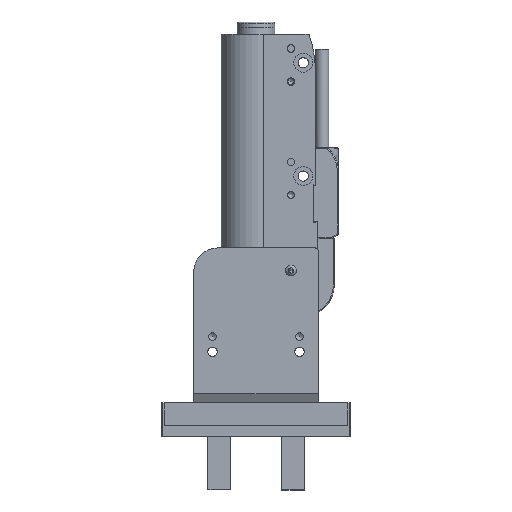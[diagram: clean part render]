
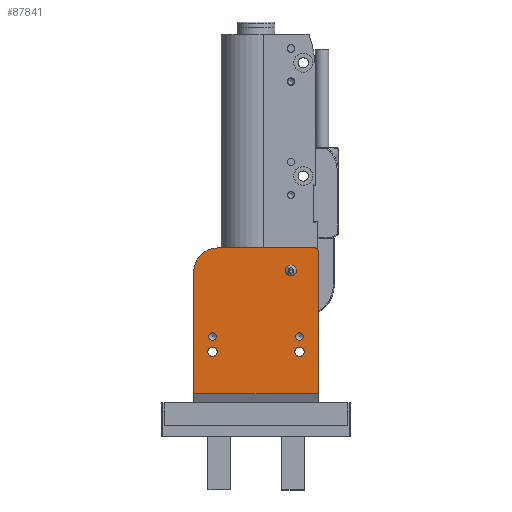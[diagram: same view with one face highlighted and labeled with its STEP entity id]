
A CAD part, top view. The second image highlights one B-rep face of the part: STEP entity #87841.
In plain terms, the highlighted planar face has unit normal (0, 0, 1).
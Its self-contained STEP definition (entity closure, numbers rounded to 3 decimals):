
#453 = DIRECTION ( 'NONE',  ( 0., 0., 1. ) ) ;
#2556 = VERTEX_POINT ( 'NONE', #102450 ) ;
#3253 = DIRECTION ( 'NONE',  ( 0., 0., 1. ) ) ;
#3550 = CIRCLE ( 'NONE', #7460, 13. ) ;
#3553 = EDGE_LOOP ( 'NONE', ( #104442, #71720, #104936, #58793, #117267, #116540 ) ) ;
#3840 = CARTESIAN_POINT ( 'NONE',  ( -33., -13., 22.5 ) ) ;
#4556 = VERTEX_POINT ( 'NONE', #6341 ) ;
#5464 = VERTEX_POINT ( 'NONE', #36578 ) ;
#5859 = VERTEX_POINT ( 'NONE', #24058 ) ;
#6341 = CARTESIAN_POINT ( 'NONE',  ( 33., -2., 22.5 ) ) ;
#7460 = AXIS2_PLACEMENT_3D ( 'NONE', #74377, #46496, #83498 ) ;
#8539 = DIRECTION ( 'NONE',  ( 0., -1., 0. ) ) ;
#11316 = DIRECTION ( 'NONE',  ( 0., 0., 1. ) ) ;
#11895 = EDGE_LOOP ( 'NONE', ( #115203 ) ) ;
#12079 = VERTEX_POINT ( 'NONE', #87553 ) ;
#12707 = LINE ( 'NONE', #77830, #112363 ) ;
#12811 = CIRCLE ( 'NONE', #46036, 2. ) ;
#13828 = CIRCLE ( 'NONE', #27407, 2.25 ) ;
#19476 = ORIENTED_EDGE ( 'NONE', *, *, #75833, .F. ) ;
#20215 = VECTOR ( 'NONE', #54052, 1000. ) ;
#20820 = AXIS2_PLACEMENT_3D ( 'NONE', #21080, #453, #111930 ) ;
#21080 = CARTESIAN_POINT ( 'NONE',  ( -23., -47., 22.5 ) ) ;
#22405 = DIRECTION ( 'NONE',  ( 0., 0., 1. ) ) ;
#24058 = CARTESIAN_POINT ( 'NONE',  ( 20.75, -12., 22.5 ) ) ;
#25461 = CARTESIAN_POINT ( 'NONE',  ( 33., -82., 22.5 ) ) ;
#26057 = PLANE ( 'NONE',  #72669 ) ;
#26667 = DIRECTION ( 'NONE',  ( 0., 1., 0. ) ) ;
#27380 = CARTESIAN_POINT ( 'NONE',  ( 33., -82., 22.5 ) ) ;
#27407 = AXIS2_PLACEMENT_3D ( 'NONE', #91937, #62724, #63939 ) ;
#29309 = EDGE_CURVE ( 'NONE', #44064, #44064, #92165, .T. ) ;
#31742 = EDGE_CURVE ( 'NONE', #47463, #63341, #3550, .T. ) ;
#31812 = CARTESIAN_POINT ( 'NONE',  ( 31., 0., 22.5 ) ) ;
#32520 = VERTEX_POINT ( 'NONE', #74676 ) ;
#34612 = FACE_BOUND ( 'NONE', #119657, .T. ) ;
#36578 = CARTESIAN_POINT ( 'NONE',  ( 33., -77.323, 22.5 ) ) ;
#40204 = DIRECTION ( 'NONE',  ( 0., 0., 1. ) ) ;
#40717 = EDGE_LOOP ( 'NONE', ( #46273 ) ) ;
#42811 = DIRECTION ( 'NONE',  ( 0., 1., 0. ) ) ;
#43632 = AXIS2_PLACEMENT_3D ( 'NONE', #58364, #22405, #88158 ) ;
#44064 = VERTEX_POINT ( 'NONE', #53132 ) ;
#44416 = DIRECTION ( 'NONE',  ( 0., 0., -1. ) ) ;
#45003 = FACE_BOUND ( 'NONE', #53933, .T. ) ;
#46036 = AXIS2_PLACEMENT_3D ( 'NONE', #86605, #3253, #42811 ) ;
#46273 = ORIENTED_EDGE ( 'NONE', *, *, #72328, .F. ) ;
#46496 = DIRECTION ( 'NONE',  ( 0., 0., 1. ) ) ;
#47463 = VERTEX_POINT ( 'NONE', #48044 ) ;
#48044 = CARTESIAN_POINT ( 'NONE',  ( -20., 0., 22.5 ) ) ;
#49113 = DIRECTION ( 'NONE',  ( 1., 0., 0. ) ) ;
#53131 = EDGE_CURVE ( 'NONE', #4556, #5464, #74230, .T. ) ;
#53132 = CARTESIAN_POINT ( 'NONE',  ( 25., -47., 22.5 ) ) ;
#53933 = EDGE_LOOP ( 'NONE', ( #19476 ) ) ;
#54052 = DIRECTION ( 'NONE',  ( 1., 0., 0. ) ) ;
#57075 = CIRCLE ( 'NONE', #119425, 2.5 ) ;
#58364 = CARTESIAN_POINT ( 'NONE',  ( 23., -47., 22.5 ) ) ;
#58727 = EDGE_CURVE ( 'NONE', #63341, #32520, #69909, .T. ) ;
#58793 = ORIENTED_EDGE ( 'NONE', *, *, #31742, .T. ) ;
#59342 = EDGE_CURVE ( 'NONE', #80295, #47463, #12707, .T. ) ;
#59776 = AXIS2_PLACEMENT_3D ( 'NONE', #66659, #11316, #49113 ) ;
#60233 = DIRECTION ( 'NONE',  ( 1., 0., 0. ) ) ;
#62581 = FACE_BOUND ( 'NONE', #96019, .T. ) ;
#62724 = DIRECTION ( 'NONE',  ( 0., 0., 1. ) ) ;
#63341 = VERTEX_POINT ( 'NONE', #3840 ) ;
#63939 = DIRECTION ( 'NONE',  ( 1., 0., 0. ) ) ;
#66659 = CARTESIAN_POINT ( 'NONE',  ( 23., -55., 22.5 ) ) ;
#68166 = EDGE_CURVE ( 'NONE', #5859, #5859, #13828, .T. ) ;
#68793 = VERTEX_POINT ( 'NONE', #116470 ) ;
#69909 = LINE ( 'NONE', #79645, #73087 ) ;
#71720 = ORIENTED_EDGE ( 'NONE', *, *, #106332, .T. ) ;
#72328 = EDGE_CURVE ( 'NONE', #2556, #2556, #57075, .T. ) ;
#72669 = AXIS2_PLACEMENT_3D ( 'NONE', #25461, #44416, #26667 ) ;
#73087 = VECTOR ( 'NONE', #107711, 1000. ) ;
#73497 = FACE_BOUND ( 'NONE', #11895, .T. ) ;
#74230 = LINE ( 'NONE', #27380, #97171 ) ;
#74377 = CARTESIAN_POINT ( 'NONE',  ( -20., -13., 22.5 ) ) ;
#74676 = CARTESIAN_POINT ( 'NONE',  ( -33., -77.323, 22.5 ) ) ;
#75833 = EDGE_CURVE ( 'NONE', #68793, #68793, #96716, .T. ) ;
#77830 = CARTESIAN_POINT ( 'NONE',  ( 33., 0., 22.5 ) ) ;
#79645 = CARTESIAN_POINT ( 'NONE',  ( -33., -82., 22.5 ) ) ;
#80295 = VERTEX_POINT ( 'NONE', #31812 ) ;
#82630 = FACE_OUTER_BOUND ( 'NONE', #3553, .T. ) ;
#83498 = DIRECTION ( 'NONE',  ( 0., 1., 0. ) ) ;
#86605 = CARTESIAN_POINT ( 'NONE',  ( 31., -2., 22.5 ) ) ;
#87553 = CARTESIAN_POINT ( 'NONE',  ( -21., -47., 22.5 ) ) ;
#87812 = EDGE_CURVE ( 'NONE', #32520, #5464, #110773, .T. ) ;
#87841 = ADVANCED_FACE ( 'NONE', ( #34612, #73497, #119912, #45003, #62581, #82630 ), #26057, .F. ) ;
#88158 = DIRECTION ( 'NONE',  ( 1., 0., 0. ) ) ;
#89058 = EDGE_CURVE ( 'NONE', #12079, #12079, #112279, .T. ) ;
#91937 = CARTESIAN_POINT ( 'NONE',  ( 18.5, -12., 22.5 ) ) ;
#92165 = CIRCLE ( 'NONE', #43632, 2. ) ;
#96019 = EDGE_LOOP ( 'NONE', ( #117286 ) ) ;
#96716 = CIRCLE ( 'NONE', #59776, 2.5 ) ;
#97171 = VECTOR ( 'NONE', #8539, 1000. ) ;
#98053 = ORIENTED_EDGE ( 'NONE', *, *, #89058, .F. ) ;
#102450 = CARTESIAN_POINT ( 'NONE',  ( -20.5, -55., 22.5 ) ) ;
#104442 = ORIENTED_EDGE ( 'NONE', *, *, #53131, .F. ) ;
#104738 = DIRECTION ( 'NONE',  ( -1., 0., 0. ) ) ;
#104936 = ORIENTED_EDGE ( 'NONE', *, *, #59342, .T. ) ;
#106332 = EDGE_CURVE ( 'NONE', #4556, #80295, #12811, .T. ) ;
#107711 = DIRECTION ( 'NONE',  ( 0., -1., 0. ) ) ;
#110773 = LINE ( 'NONE', #118727, #20215 ) ;
#111930 = DIRECTION ( 'NONE',  ( 1., 0., 0. ) ) ;
#112279 = CIRCLE ( 'NONE', #20820, 2. ) ;
#112363 = VECTOR ( 'NONE', #104738, 1000. ) ;
#115165 = CARTESIAN_POINT ( 'NONE',  ( -23., -55., 22.5 ) ) ;
#115203 = ORIENTED_EDGE ( 'NONE', *, *, #29309, .F. ) ;
#116470 = CARTESIAN_POINT ( 'NONE',  ( 25.5, -55., 22.5 ) ) ;
#116540 = ORIENTED_EDGE ( 'NONE', *, *, #87812, .T. ) ;
#117267 = ORIENTED_EDGE ( 'NONE', *, *, #58727, .T. ) ;
#117286 = ORIENTED_EDGE ( 'NONE', *, *, #68166, .F. ) ;
#118727 = CARTESIAN_POINT ( 'NONE',  ( 33., -77.323, 22.5 ) ) ;
#119425 = AXIS2_PLACEMENT_3D ( 'NONE', #115165, #40204, #60233 ) ;
#119657 = EDGE_LOOP ( 'NONE', ( #98053 ) ) ;
#119912 = FACE_BOUND ( 'NONE', #40717, .T. ) ;
